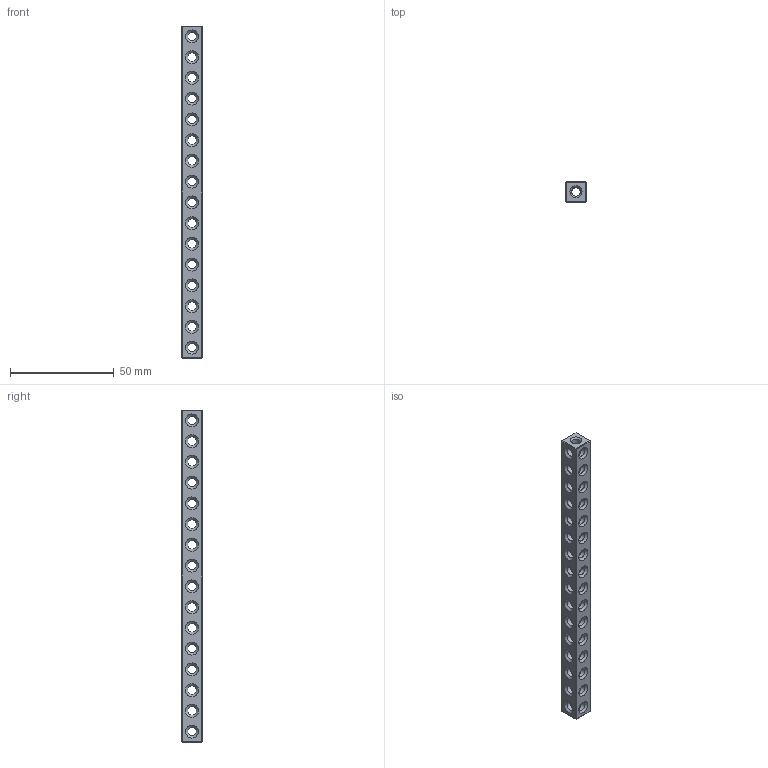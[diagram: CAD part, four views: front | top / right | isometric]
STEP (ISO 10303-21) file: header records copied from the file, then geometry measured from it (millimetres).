
FILE_DESCRIPTION(('FreeCAD Model'),'2;1');
FILE_NAME('Open CASCADE Shape Model','2024-10-01T21:26:05',('Author'),( ''),'Open CASCADE STEP processor 7.7','Ondsel','Unknown');
FILE_SCHEMA(('AUTOMOTIVE_DESIGN { 1 0 10303 214 1 1 1 1 }'));
Length unit declared in the file: millimetre
Products named in the file (1): Body
Bounding box: 10 x 10 x 160 mm (x, y, z)
Volume: 10470.3 mm3; surface area: 9032.9 mm2
Topology: 1 solids, 1 shells, 173 faces, 647 edges, 412 vertices
Faces by surface type: cylinder 81, cone 66, plane 26
Full cylindrical faces by diameter (mm): 4.2 x81
Entity records: 7351 total; most frequent: DIRECTION 1447, ORIENTED_EDGE 1294, CARTESIAN_POINT 1233, EDGE_CURVE 647, AXIS2_PLACEMENT_3D 626, VERTEX_POINT 412, ELLIPSE 320, FACE_BOUND 239
